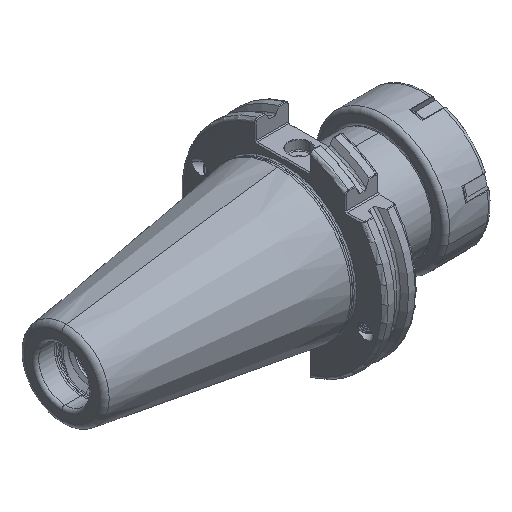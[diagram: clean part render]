
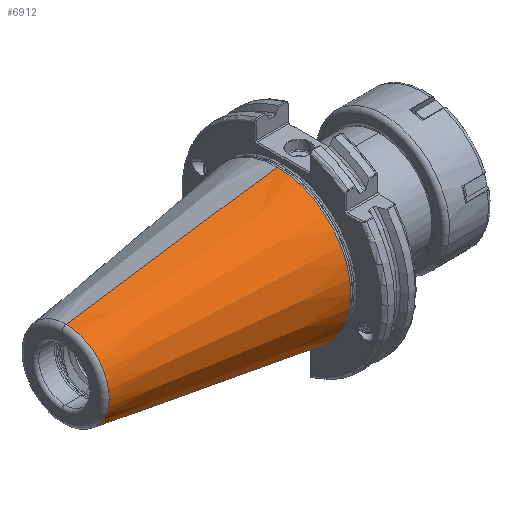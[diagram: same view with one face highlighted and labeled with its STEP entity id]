
A CAD part, isometric view. The second image highlights one B-rep face of the part: STEP entity #6912.
In plain terms, the highlighted conical face has half-angle 8.297 degrees and reference radius 35.392 mm.
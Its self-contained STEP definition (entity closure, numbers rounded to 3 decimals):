
#1902 = EDGE_CURVE ( 'NONE', #10617, #10524, #16901, .T. ) ;
#1917 = EDGE_CURVE ( 'NONE', #10524, #10610, #16885, .T. ) ;
#1919 = EDGE_CURVE ( 'NONE', #10560, #10539, #16876, .T. ) ;
#2407 = AXIS2_PLACEMENT_3D ( 'NONE', #5467, #5468, #5486 ) ;
#3033 = CONICAL_SURFACE ( 'NONE', #7222, 35.392, 0.145 ) ;
#3054 = FACE_OUTER_BOUND ( 'NONE', #4078, .T. ) ;
#3454 = CIRCLE ( 'NONE', #7875, 35.027 ) ;
#3472 = CIRCLE ( 'NONE', #7792, 20.399 ) ;
#4078 = EDGE_LOOP ( 'NONE', ( #5210, #5293, #5199, #5196, #5204 ) ) ;
#5196 = ORIENTED_EDGE ( 'NONE', *, *, #21412, .F. ) ;
#5199 = ORIENTED_EDGE ( 'NONE', *, *, #1919, .T. ) ;
#5204 = ORIENTED_EDGE ( 'NONE', *, *, #1917, .F. ) ;
#5210 = ORIENTED_EDGE ( 'NONE', *, *, #1902, .F. ) ;
#5293 = ORIENTED_EDGE ( 'NONE', *, *, #21456, .T. ) ;
#5466 = DIRECTION ( 'NONE',  ( 0.99, 0., -0.144 ) ) ;
#5467 = CARTESIAN_POINT ( 'NONE',  ( -2.5, 0., 0. ) ) ;
#5468 = DIRECTION ( 'NONE',  ( 1., 0., 0. ) ) ;
#5469 = CARTESIAN_POINT ( 'NONE',  ( 0., 0., -35.392 ) ) ;
#5486 = DIRECTION ( 'NONE',  ( 0., 1., 0. ) ) ;
#6313 = DIRECTION ( 'NONE',  ( 0.99, 0., 0.144 ) ) ;
#6345 = CARTESIAN_POINT ( 'NONE',  ( 0., 0., 35.392 ) ) ;
#6912 = ADVANCED_FACE ( 'NONE', ( #3054 ), #3033, .T. ) ;
#7222 = AXIS2_PLACEMENT_3D ( 'NONE', #29315, #29317, #29293 ) ;
#7792 = AXIS2_PLACEMENT_3D ( 'NONE', #26605, #26607, #26608 ) ;
#7875 = AXIS2_PLACEMENT_3D ( 'NONE', #24971, #24994, #24972 ) ;
#10524 = VERTEX_POINT ( 'NONE', #20674 ) ;
#10539 = VERTEX_POINT ( 'NONE', #20673 ) ;
#10560 = VERTEX_POINT ( 'NONE', #20646 ) ;
#10610 = VERTEX_POINT ( 'NONE', #20652 ) ;
#10617 = VERTEX_POINT ( 'NONE', #20670 ) ;
#16876 = LINE ( 'NONE', #5469, #16883 ) ;
#16883 = VECTOR ( 'NONE', #5466, 1000. ) ;
#16885 = CIRCLE ( 'NONE', #2407, 35.027 ) ;
#16893 = VECTOR ( 'NONE', #6313, 1000. ) ;
#16901 = LINE ( 'NONE', #6345, #16893 ) ;
#20646 = CARTESIAN_POINT ( 'NONE',  ( -102.811, 0., -20.399 ) ) ;
#20652 = CARTESIAN_POINT ( 'NONE',  ( -2.5, -35.027, 0. ) ) ;
#20670 = CARTESIAN_POINT ( 'NONE',  ( -102.811, 0., 20.399 ) ) ;
#20673 = CARTESIAN_POINT ( 'NONE',  ( -2.5, 0., -35.027 ) ) ;
#20674 = CARTESIAN_POINT ( 'NONE',  ( -2.5, 0., 35.027 ) ) ;
#21412 = EDGE_CURVE ( 'NONE', #10610, #10539, #3454, .T. ) ;
#21456 = EDGE_CURVE ( 'NONE', #10617, #10560, #3472, .T. ) ;
#24971 = CARTESIAN_POINT ( 'NONE',  ( -2.5, 0., 0. ) ) ;
#24972 = DIRECTION ( 'NONE',  ( 0., 1., 0. ) ) ;
#24994 = DIRECTION ( 'NONE',  ( 1., 0., 0. ) ) ;
#26605 = CARTESIAN_POINT ( 'NONE',  ( -102.811, 0., 0. ) ) ;
#26607 = DIRECTION ( 'NONE',  ( 1., 0., 0. ) ) ;
#26608 = DIRECTION ( 'NONE',  ( 0., 0., 1. ) ) ;
#29293 = DIRECTION ( 'NONE',  ( 0., 0., -1. ) ) ;
#29315 = CARTESIAN_POINT ( 'NONE',  ( 0., 0., 0. ) ) ;
#29317 = DIRECTION ( 'NONE',  ( 1., 0., 0. ) ) ;
